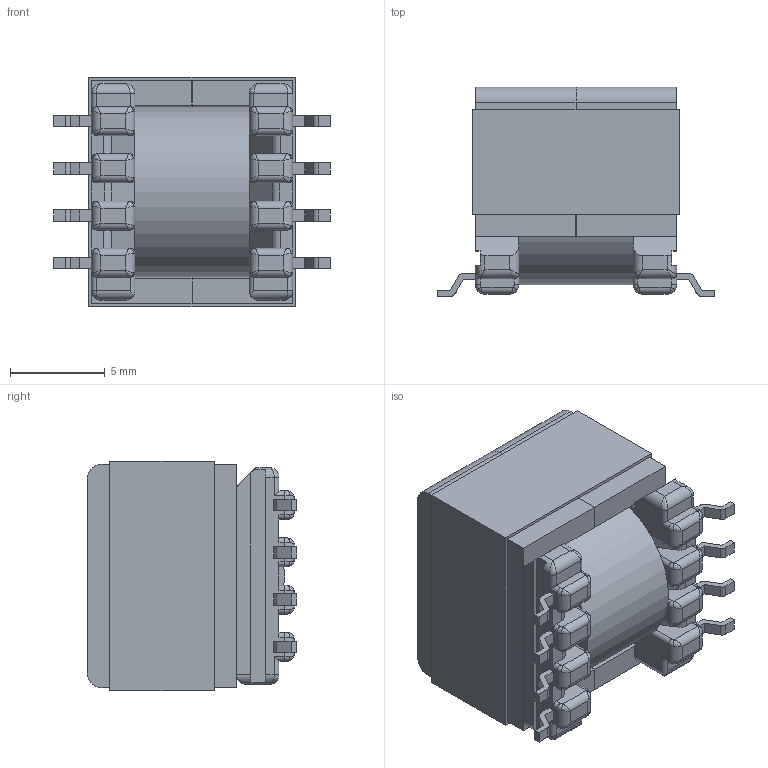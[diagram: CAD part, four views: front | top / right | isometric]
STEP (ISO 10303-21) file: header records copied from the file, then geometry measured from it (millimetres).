
FILE_DESCRIPTION (( 'STEP AP214' ), '1' );
FILE_NAME ('EP10_4410.STEP', '2019-01-31T19:41:56', ( '' ), ( '' ), 'SwSTEP 2.0', 'SolidWorks 2017', '' );
FILE_SCHEMA (( 'AUTOMOTIVE_DESIGN' ));
Length unit declared in the file: inch
Products named in the file (5): 440-9987-2361; 150-2361_6A; 070-4410_coil; 070-4410_6C; EP10_4410
Assembly tree (5 placements, depth 2):
  EP10_4410
    070-4410_6C
    070-4410_coil
    150-2361_6A  x2
    440-9987-2361
Bounding box: 14.6 x 11.07 x 12.13 mm (x, y, z)
Volume: 1203.4 mm3; surface area: 2473 mm2
Topology: 5 solids, 5 shells, 395 faces, 1029 edges, 616 vertices
Faces by surface type: plane 176, cylinder 143, torus 38, bspline 38
Entity records: 13783 total; most frequent: CARTESIAN_POINT 3343, ORIENTED_EDGE 1910, DIRECTION 1807, EDGE_CURVE 955, AXIS2_PLACEMENT_3D 624, VERTEX_POINT 592, LINE 559, VECTOR 559
